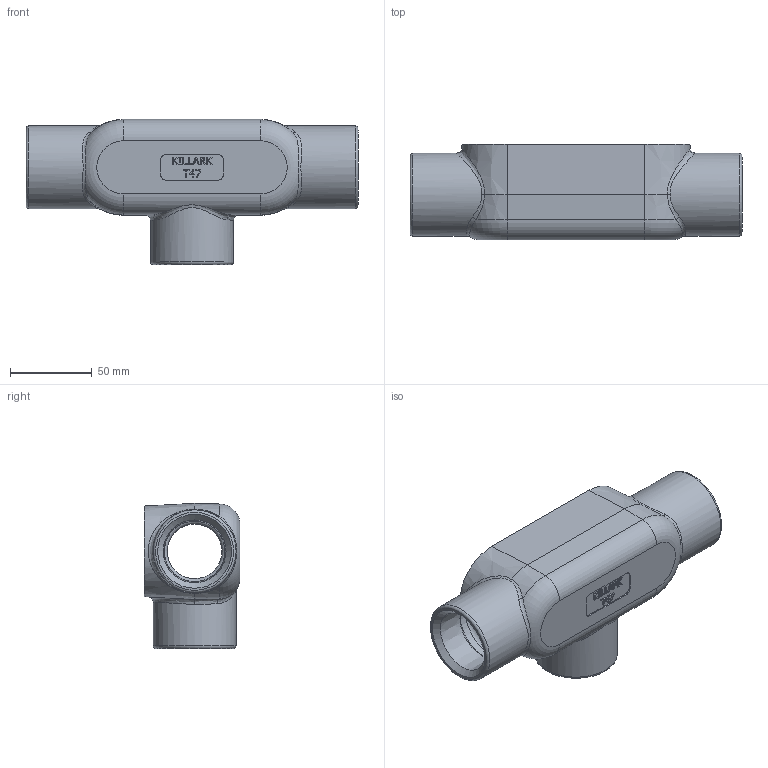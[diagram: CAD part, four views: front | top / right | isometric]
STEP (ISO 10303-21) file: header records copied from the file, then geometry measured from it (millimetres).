
FILE_DESCRIPTION(/* description */ (''),/* implementation_level */ '2;1');
FILE_NAME(/* name */ 'KIL_T47.stp',/* time_stamp */ '2019-02-13T10:59:07+05:00',/* author */ ('avenkatesan'),/* organization */ (''),/* preprocessor_version */ 'ST-DEVELOPER v17',/* originating_system */ 'Autodesk Inventor 2018',/* authorisation */ '');
FILE_SCHEMA (('AUTOMOTIVE_DESIGN { 1 0 10303 214 3 1 1 }'));
Length unit declared in the file: inch
Products named in the file (1): 17686-2
Bounding box: 203.49 x 58.74 x 89.05 mm (x, y, z)
Volume: 177297.2 mm3; surface area: 75010.5 mm2
Topology: 1 solids, 1 shells, 834 faces, 2284 edges, 1517 vertices
Faces by surface type: plane 497, bspline 245, cylinder 37, cone 33, torus 22
Full cylindrical faces by diameter (mm): 1.772 x1, 2.115 x1, 15.526 x1, 19.05 x1, 42.316 x3, 50.8 x3
Entity records: 29045 total; most frequent: CARTESIAN_POINT 9465, ORIENTED_EDGE 4568, DIRECTION 3095, EDGE_CURVE 2284, LINE 1535, VECTOR 1535, VERTEX_POINT 1517, EDGE_LOOP 905
